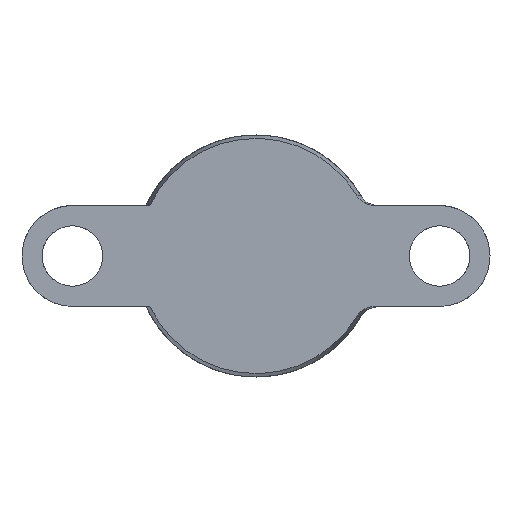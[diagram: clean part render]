
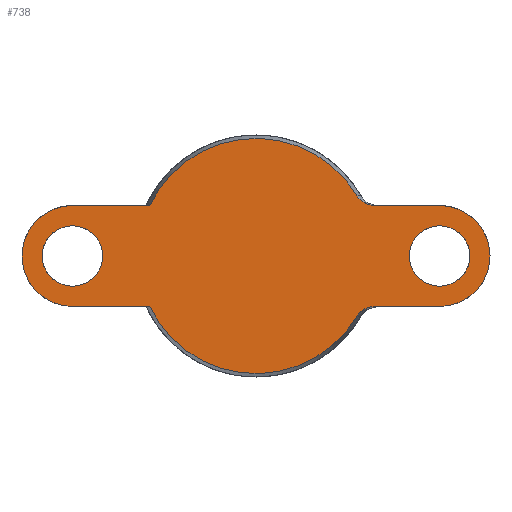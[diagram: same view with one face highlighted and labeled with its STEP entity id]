
A CAD part, front view. The second image highlights one B-rep face of the part: STEP entity #738.
In plain terms, the highlighted planar face has unit normal (0, -1, 0).
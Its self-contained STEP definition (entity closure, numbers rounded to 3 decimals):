
#3 = CARTESIAN_POINT ( 'NONE',  ( 45.5, 0., 0. ) ) ;
#12 = AXIS2_PLACEMENT_3D ( 'NONE', #1212, #103, #521 ) ;
#23 = EDGE_CURVE ( 'NONE', #655, #248, #652, .T. ) ;
#24 = ORIENTED_EDGE ( 'NONE', *, *, #850, .F. ) ;
#38 = CARTESIAN_POINT ( 'NONE',  ( 29.374, 0., 12.5 ) ) ;
#44 = CARTESIAN_POINT ( 'NONE',  ( 27.871, 0., -12.72 ) ) ;
#56 = CARTESIAN_POINT ( 'NONE',  ( 25.011, 0., -14.959 ) ) ;
#83 = CARTESIAN_POINT ( 'NONE',  ( 25.011, 0., 14.959 ) ) ;
#103 = DIRECTION ( 'NONE',  ( 0., -1., 0. ) ) ;
#105 = VERTEX_POINT ( 'NONE', #357 ) ;
#111 = ORIENTED_EDGE ( 'NONE', *, *, #403, .T. ) ;
#115 = B_SPLINE_CURVE_WITH_KNOTS ( 'NONE', 3,
 ( #38, #839, #437, #833, #641, #344, #1040, #245, #744, #1140, #250, #846, #647, #146 ),
 .UNSPECIFIED., .F., .F.,
 ( 4, 2, 2, 2, 2, 2, 4 ),
 ( 0., 0.001, 0.002, 0.003, 0.003, 0.004, 0.005 ),
 .UNSPECIFIED. ) ;
#116 = CIRCLE ( 'NONE', #12, 29.143 ) ;
#121 = EDGE_LOOP ( 'NONE', ( #1128 ) ) ;
#125 = CARTESIAN_POINT ( 'NONE',  ( 45.5, 0., 12.5 ) ) ;
#135 = CARTESIAN_POINT ( 'NONE',  ( 28.933, 0., -12.5 ) ) ;
#142 = CARTESIAN_POINT ( 'NONE',  ( 45.5, 0., 0. ) ) ;
#146 = CARTESIAN_POINT ( 'NONE',  ( 25.011, 0., 14.959 ) ) ;
#178 = CIRCLE ( 'NONE', #1244, 12.5 ) ;
#182 = CARTESIAN_POINT ( 'NONE',  ( 0., 0., 0. ) ) ;
#194 = CIRCLE ( 'NONE', #616, 29.143 ) ;
#226 = VERTEX_POINT ( 'NONE', #485 ) ;
#239 = CARTESIAN_POINT ( 'NONE',  ( -45.5, 0., 0. ) ) ;
#240 = VECTOR ( 'NONE', #289, 1000. ) ;
#245 = CARTESIAN_POINT ( 'NONE',  ( 26.678, 0., 13.261 ) ) ;
#248 = VERTEX_POINT ( 'NONE', #394 ) ;
#249 = EDGE_CURVE ( 'NONE', #802, #406, #1186, .T. ) ;
#250 = CARTESIAN_POINT ( 'NONE',  ( 25.976, 0., 13.785 ) ) ;
#266 = CARTESIAN_POINT ( 'NONE',  ( -15., 0., -12.5 ) ) ;
#273 = CARTESIAN_POINT ( 'NONE',  ( -45.5, 0., 7.5 ) ) ;
#287 = DIRECTION ( 'NONE',  ( 0., 0., 1. ) ) ;
#289 = DIRECTION ( 'NONE',  ( -1., 0., 0. ) ) ;
#307 = ORIENTED_EDGE ( 'NONE', *, *, #1042, .T. ) ;
#326 = DIRECTION ( 'NONE',  ( 0., -1., 0. ) ) ;
#337 = DIRECTION ( 'NONE',  ( 0., 1., 0. ) ) ;
#338 = CARTESIAN_POINT ( 'NONE',  ( 26.497, 0., -13.379 ) ) ;
#344 = CARTESIAN_POINT ( 'NONE',  ( 27.253, 0., 12.954 ) ) ;
#347 = VECTOR ( 'NONE', #1255, 1000. ) ;
#352 = CARTESIAN_POINT ( 'NONE',  ( 26.862, 0., -13.142 ) ) ;
#355 = VERTEX_POINT ( 'NONE', #125 ) ;
#356 = DIRECTION ( 'NONE',  ( 0., -1., 0. ) ) ;
#357 = CARTESIAN_POINT ( 'NONE',  ( 29.374, 0., 12.5 ) ) ;
#359 = DIRECTION ( 'NONE',  ( 0., -1., 0. ) ) ;
#368 = LINE ( 'NONE', #266, #1178 ) ;
#369 = EDGE_CURVE ( 'NONE', #771, #771, #447, .T. ) ;
#370 = EDGE_LOOP ( 'NONE', ( #613 ) ) ;
#394 = CARTESIAN_POINT ( 'NONE',  ( 29.374, 0., -12.5 ) ) ;
#403 = EDGE_CURVE ( 'NONE', #226, #514, #116, .T. ) ;
#406 = VERTEX_POINT ( 'NONE', #1199 ) ;
#409 = CIRCLE ( 'NONE', #742, 7.5 ) ;
#413 = PLANE ( 'NONE',  #513 ) ;
#437 = CARTESIAN_POINT ( 'NONE',  ( 28.502, 0., 12.556 ) ) ;
#447 = CIRCLE ( 'NONE', #638, 7.5 ) ;
#448 = DIRECTION ( 'NONE',  ( 0., 1., 0. ) ) ;
#453 = CARTESIAN_POINT ( 'NONE',  ( 28.503, 0., -12.556 ) ) ;
#455 = CARTESIAN_POINT ( 'NONE',  ( 15., 0., -12.5 ) ) ;
#458 = CARTESIAN_POINT ( 'NONE',  ( 45.5, 0., -12.5 ) ) ;
#480 = EDGE_CURVE ( 'NONE', #406, #730, #615, .T. ) ;
#485 = CARTESIAN_POINT ( 'NONE',  ( -26.326, 0., -12.5 ) ) ;
#496 = DIRECTION ( 'NONE',  ( 0., 1., 0. ) ) ;
#502 = EDGE_CURVE ( 'NONE', #514, #248, #816, .T. ) ;
#513 = AXIS2_PLACEMENT_3D ( 'NONE', #1206, #496, #287 ) ;
#514 = VERTEX_POINT ( 'NONE', #56 ) ;
#521 = DIRECTION ( 'NONE',  ( 0., 0., -1. ) ) ;
#527 = CARTESIAN_POINT ( 'NONE',  ( 25.977, 0., -13.784 ) ) ;
#538 = EDGE_CURVE ( 'NONE', #1172, #1172, #409, .T. ) ;
#539 = CARTESIAN_POINT ( 'NONE',  ( 27.662, 0., -12.789 ) ) ;
#544 = ORIENTED_EDGE ( 'NONE', *, *, #23, .F. ) ;
#561 = EDGE_CURVE ( 'NONE', #105, #676, #115, .T. ) ;
#589 = FACE_BOUND ( 'NONE', #121, .T. ) ;
#599 = CARTESIAN_POINT ( 'NONE',  ( -45.5, 0., -12.5 ) ) ;
#613 = ORIENTED_EDGE ( 'NONE', *, *, #369, .F. ) ;
#615 = CIRCLE ( 'NONE', #801, 12.5 ) ;
#616 = AXIS2_PLACEMENT_3D ( 'NONE', #182, #359, #758 ) ;
#632 = DIRECTION ( 'NONE',  ( 0., 0., -1. ) ) ;
#638 = AXIS2_PLACEMENT_3D ( 'NONE', #1192, #326, #695 ) ;
#641 = CARTESIAN_POINT ( 'NONE',  ( 27.659, 0., 12.79 ) ) ;
#647 = CARTESIAN_POINT ( 'NONE',  ( 25.237, 0., 14.58 ) ) ;
#652 = LINE ( 'NONE', #455, #696 ) ;
#655 = VERTEX_POINT ( 'NONE', #458 ) ;
#676 = VERTEX_POINT ( 'NONE', #83 ) ;
#677 = EDGE_CURVE ( 'NONE', #105, #355, #761, .T. ) ;
#694 = FACE_BOUND ( 'NONE', #370, .T. ) ;
#695 = DIRECTION ( 'NONE',  ( 0., 0., 1. ) ) ;
#696 = VECTOR ( 'NONE', #1228, 1000. ) ;
#717 = EDGE_LOOP ( 'NONE', ( #1044, #778, #307, #1073, #1275, #1235, #111, #767, #544, #24 ) ) ;
#730 = VERTEX_POINT ( 'NONE', #599 ) ;
#738 = ADVANCED_FACE ( 'NONE', ( #806, #589, #694 ), #413, .F. ) ;
#742 = AXIS2_PLACEMENT_3D ( 'NONE', #142, #448, #1129 ) ;
#744 = CARTESIAN_POINT ( 'NONE',  ( 26.495, 0., 13.38 ) ) ;
#758 = DIRECTION ( 'NONE',  ( 0., 0., -1. ) ) ;
#761 = LINE ( 'NONE', #976, #347 ) ;
#767 = ORIENTED_EDGE ( 'NONE', *, *, #502, .T. ) ;
#771 = VERTEX_POINT ( 'NONE', #273 ) ;
#778 = ORIENTED_EDGE ( 'NONE', *, *, #561, .T. ) ;
#801 = AXIS2_PLACEMENT_3D ( 'NONE', #239, #356, #632 ) ;
#802 = VERTEX_POINT ( 'NONE', #1022 ) ;
#806 = FACE_OUTER_BOUND ( 'NONE', #717, .T. ) ;
#816 = B_SPLINE_CURVE_WITH_KNOTS ( 'NONE', 3,
 ( #1246, #1231, #1027, #527, #927, #338, #352, #1238, #539, #44, #453, #135, #1251 ),
 .UNSPECIFIED., .F., .F.,
 ( 4, 2, 2, 1, 2, 2, 4 ),
 ( 0., 0.001, 0.002, 0.003, 0.003, 0.004, 0.005 ),
 .UNSPECIFIED. ) ;
#833 = CARTESIAN_POINT ( 'NONE',  ( 27.869, 0., 12.721 ) ) ;
#838 = DIRECTION ( 'NONE',  ( 0., 0., -1. ) ) ;
#839 = CARTESIAN_POINT ( 'NONE',  ( 28.933, 0., 12.5 ) ) ;
#846 = CARTESIAN_POINT ( 'NONE',  ( 25.507, 0., 14.24 ) ) ;
#850 = EDGE_CURVE ( 'NONE', #355, #655, #178, .T. ) ;
#874 = DIRECTION ( 'NONE',  ( 1., 0., 0. ) ) ;
#927 = CARTESIAN_POINT ( 'NONE',  ( 26.146, 0., -13.64 ) ) ;
#972 = CARTESIAN_POINT ( 'NONE',  ( 45.5, 0., 7.5 ) ) ;
#976 = CARTESIAN_POINT ( 'NONE',  ( 15., 0., 12.5 ) ) ;
#990 = EDGE_CURVE ( 'NONE', #730, #226, #368, .T. ) ;
#1022 = CARTESIAN_POINT ( 'NONE',  ( -26.326, 0., 12.5 ) ) ;
#1027 = CARTESIAN_POINT ( 'NONE',  ( 25.508, 0., -14.24 ) ) ;
#1040 = CARTESIAN_POINT ( 'NONE',  ( 27.057, 0., 13.048 ) ) ;
#1042 = EDGE_CURVE ( 'NONE', #676, #802, #194, .T. ) ;
#1044 = ORIENTED_EDGE ( 'NONE', *, *, #677, .F. ) ;
#1065 = CARTESIAN_POINT ( 'NONE',  ( -15., 0., 12.5 ) ) ;
#1073 = ORIENTED_EDGE ( 'NONE', *, *, #249, .T. ) ;
#1128 = ORIENTED_EDGE ( 'NONE', *, *, #538, .T. ) ;
#1129 = DIRECTION ( 'NONE',  ( 0., 0., 1. ) ) ;
#1140 = CARTESIAN_POINT ( 'NONE',  ( 26.144, 0., 13.642 ) ) ;
#1172 = VERTEX_POINT ( 'NONE', #972 ) ;
#1178 = VECTOR ( 'NONE', #874, 1000. ) ;
#1186 = LINE ( 'NONE', #1065, #240 ) ;
#1192 = CARTESIAN_POINT ( 'NONE',  ( -45.5, 0., 0. ) ) ;
#1199 = CARTESIAN_POINT ( 'NONE',  ( -45.5, 0., 12.5 ) ) ;
#1206 = CARTESIAN_POINT ( 'NONE',  ( -29.143, 0., 0. ) ) ;
#1212 = CARTESIAN_POINT ( 'NONE',  ( 0., 0., 0. ) ) ;
#1228 = DIRECTION ( 'NONE',  ( -1., 0., 0. ) ) ;
#1231 = CARTESIAN_POINT ( 'NONE',  ( 25.237, 0., -14.58 ) ) ;
#1235 = ORIENTED_EDGE ( 'NONE', *, *, #990, .T. ) ;
#1238 = CARTESIAN_POINT ( 'NONE',  ( 27.255, 0., -12.953 ) ) ;
#1244 = AXIS2_PLACEMENT_3D ( 'NONE', #3, #337, #838 ) ;
#1246 = CARTESIAN_POINT ( 'NONE',  ( 25.011, 0., -14.959 ) ) ;
#1251 = CARTESIAN_POINT ( 'NONE',  ( 29.374, 0., -12.5 ) ) ;
#1255 = DIRECTION ( 'NONE',  ( 1., 0., 0. ) ) ;
#1275 = ORIENTED_EDGE ( 'NONE', *, *, #480, .T. ) ;
